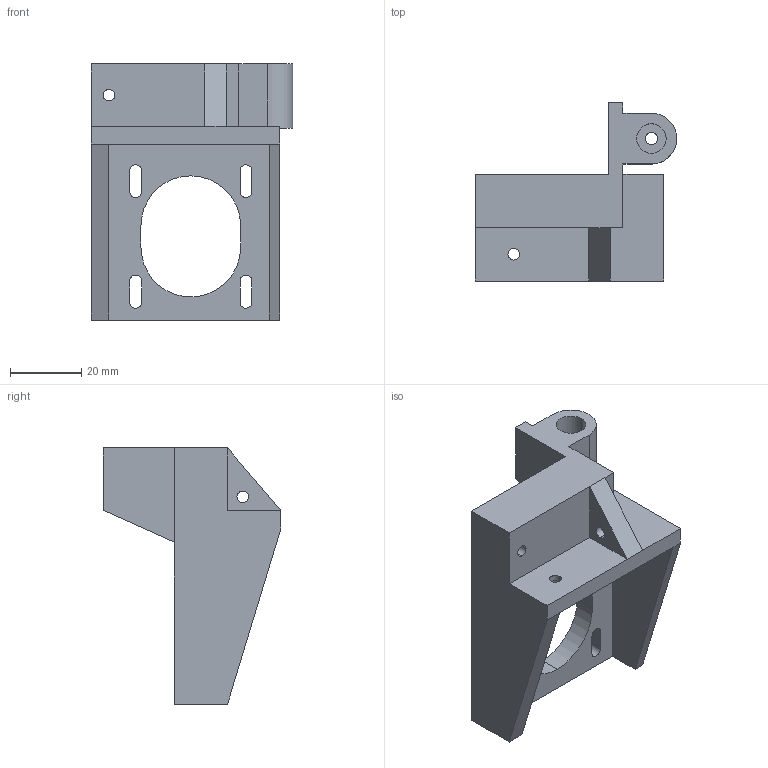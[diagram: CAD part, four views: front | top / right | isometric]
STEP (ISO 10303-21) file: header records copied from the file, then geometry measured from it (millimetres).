
FILE_DESCRIPTION (( 'STEP AP214' ), '1' );
FILE_NAME ('V1Rook_Top Right Motor Mount ROD MOD.STEP', '2022-11-16T02:54:41', ( '' ), ( '' ), 'SwSTEP 2.0', 'SolidWorks 2020', '' );
FILE_SCHEMA (( 'AUTOMOTIVE_DESIGN' ));
Length unit declared in the file: millimetre
Products named in the file (1): V1Rook_Top Right Motor Mount ROD MOD
Bounding box: 56.68 x 50 x 71.95 mm (x, y, z)
Volume: 40541.8 mm3; surface area: 17105.7 mm2
Topology: 1 solids, 1 shells, 93 faces, 249 edges, 164 vertices
Faces by surface type: plane 62, cylinder 31
Entity records: 3000 total; most frequent: CARTESIAN_POINT 507, DIRECTION 499, ORIENTED_EDGE 498, EDGE_CURVE 249, LINE 187, VECTOR 187, VERTEX_POINT 164, AXIS2_PLACEMENT_3D 156
